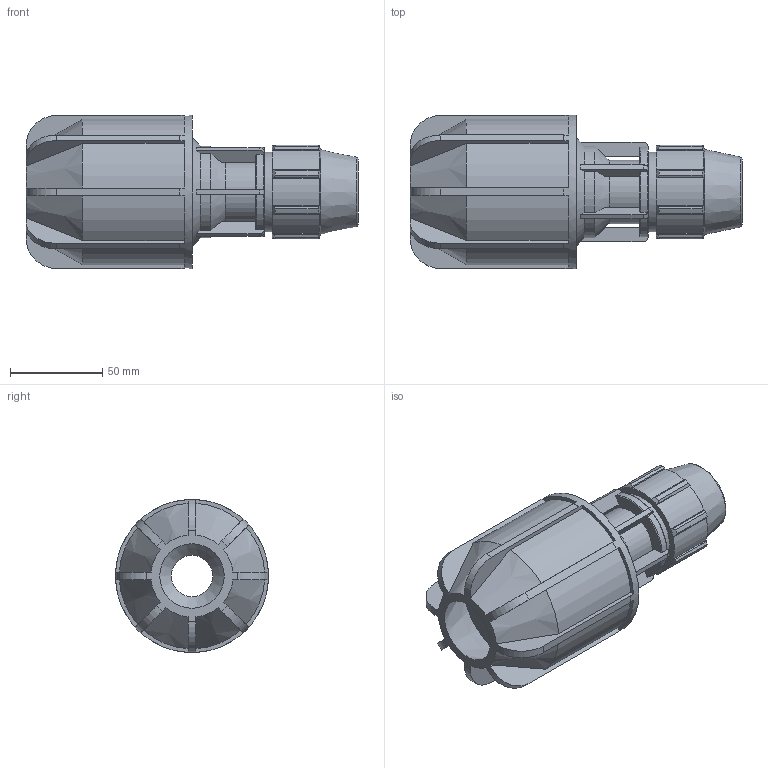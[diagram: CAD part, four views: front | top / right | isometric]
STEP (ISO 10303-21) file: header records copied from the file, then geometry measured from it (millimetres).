
FILE_DESCRIPTION(/* description */ ('PLASSON PLASS4 COUPLING 27-35*25'),/* implementation_level */ '2;1');
FILE_NAME(/* name */ '070170025035_180170025035_0701760250350A.ipt.stp',/* time_stamp */ '2017-06-06T17:15:02+03:00',/* author */ ('KIM'),/* organization */ (''),/* preprocessor_version */ 'ST-DEVELOPER v15.6',/* originating_system */ 'Autodesk Inventor 2015',/* authorisation */ '');
FILE_SCHEMA (('AUTOMOTIVE_DESIGN { 1 0 10303 214 3 1 1 }'));
Length unit declared in the file: millimetre
Products named in the file (1): 070170025035_180170025035_0701760250350A
Bounding box: 180 x 83 x 83 mm (x, y, z)
Volume: 358107.6 mm3; surface area: 74925.2 mm2
Topology: 1 solids, 1 shells, 206 faces, 616 edges, 406 vertices
Faces by surface type: plane 112, cylinder 56, cone 24, torus 14
Full cylindrical faces by diameter (mm): 22.5 x1, 25 x1, 34.238 x1, 38.062 x1, 43.2 x1, 83 x1
Entity records: 7148 total; most frequent: CARTESIAN_POINT 1585, ORIENTED_EDGE 1188, DIRECTION 1072, EDGE_CURVE 594, VERTEX_POINT 400, AXIS2_PLACEMENT_3D 379, LINE 314, VECTOR 314
